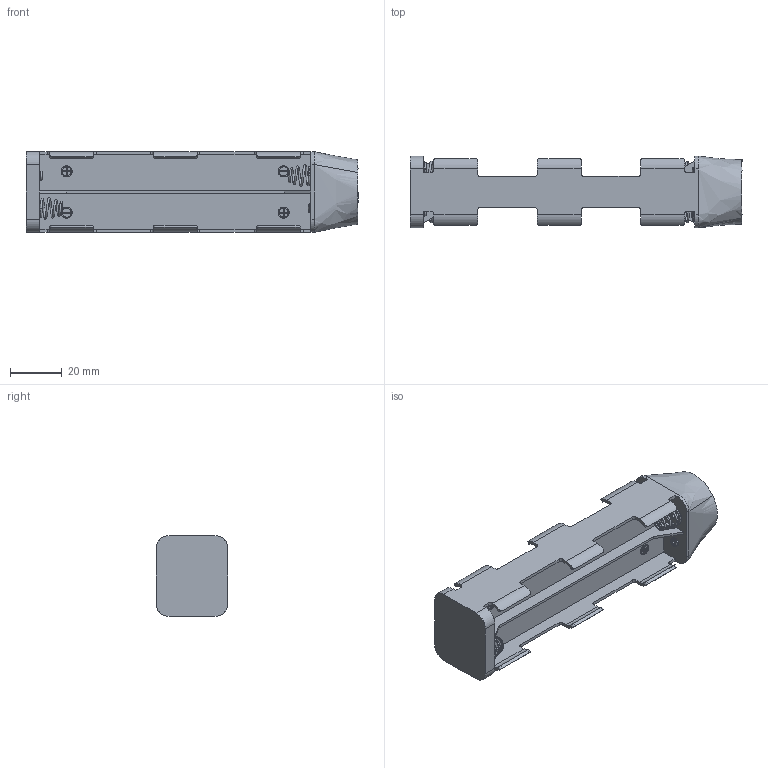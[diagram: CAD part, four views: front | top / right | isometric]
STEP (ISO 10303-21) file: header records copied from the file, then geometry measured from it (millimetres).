
FILE_DESCRIPTION (( 'STEP AP214' ), '1' );
FILE_NAME ('BK-002.STEP', '2020-01-10T20:19:11', ( '' ), ( '' ), 'SwSTEP 2.0', 'SolidWorks 2017', '' );
FILE_SCHEMA (( 'AUTOMOTIVE_DESIGN' ));
Length unit declared in the file: millimetre
Products named in the file (1): BK-002
Bounding box: 128.5 x 27.76 x 31.24 mm (x, y, z)
Volume: 29725.9 mm3; surface area: 24265.4 mm2
Topology: 11 solids, 11 shells, 535 faces, 1296 edges, 838 vertices
Faces by surface type: plane 225, cylinder 220, bspline 90
Entity records: 24070 total; most frequent: CARTESIAN_POINT 11564, ORIENTED_EDGE 2592, DIRECTION 2544, EDGE_CURVE 1296, AXIS2_PLACEMENT_3D 946, VERTEX_POINT 838, VECTOR 652, LINE 652
